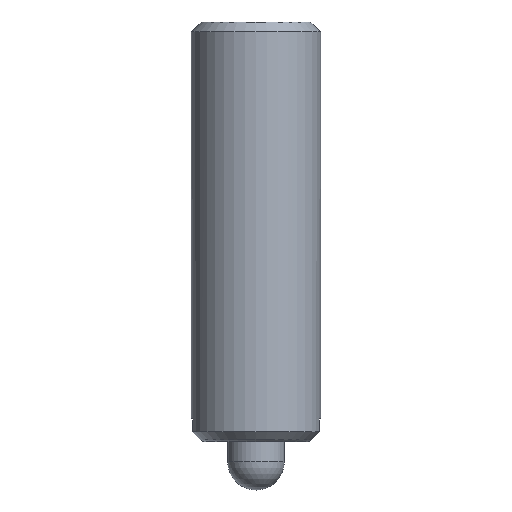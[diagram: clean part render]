
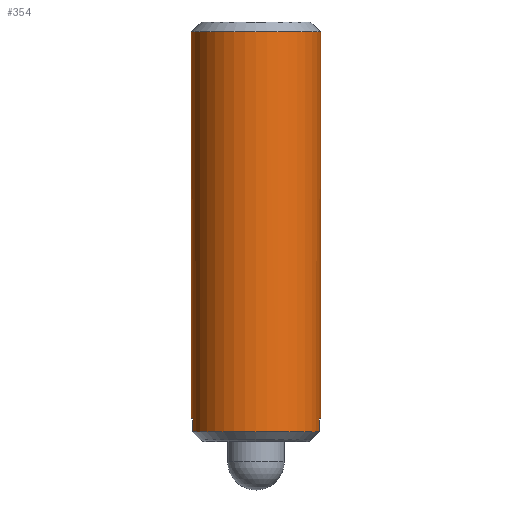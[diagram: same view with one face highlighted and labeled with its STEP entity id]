
A CAD part, front view. The second image highlights one B-rep face of the part: STEP entity #354.
In plain terms, the highlighted cylindrical face has radius 4 mm (diameter 8 mm), a partial arc.
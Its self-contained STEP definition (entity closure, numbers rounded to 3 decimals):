
#230=EDGE_CURVE('',#364,#236,#629,.T.);
#236=VERTEX_POINT('',#637);
#348=VERTEX_POINT('',#759);
#354=ADVANCED_FACE('',(#766),#767,.T.);
#360=VERTEX_POINT('',#774);
#362=EDGE_CURVE('',#360,#348,#776,.T.);
#364=VERTEX_POINT('',#778);
#390=EDGE_CURVE('',#418,#348,#805,.T.);
#398=EDGE_CURVE('',#450,#418,#813,.T.);
#418=VERTEX_POINT('',#834);
#436=EDGE_CURVE('',#544,#466,#852,.T.);
#450=VERTEX_POINT('',#866);
#466=VERTEX_POINT('',#884);
#480=EDGE_CURVE('',#364,#544,#898,.T.);
#544=VERTEX_POINT('',#976);
#562=EDGE_CURVE('',#236,#360,#996,.T.);
#576=EDGE_CURVE('',#466,#450,#1011,.T.);
#629=LINE('',#1062,#1063);
#637=CARTESIAN_POINT('',(-4.,0.,28.4));
#759=CARTESIAN_POINT('',(4.,0.,4.4));
#766=FACE_OUTER_BOUND('',#1285,.T.);
#767=CYLINDRICAL_SURFACE('',#1286,4.);
#774=CARTESIAN_POINT('',(4.,0.,28.4));
#776=LINE('',#1298,#1299);
#778=CARTESIAN_POINT('',(-4.,0.,4.4));
#805=CIRCLE('',#1350,4.);
#813=LINE('',#1371,#1372);
#834=CARTESIAN_POINT('',(3.929,-0.75,4.4));
#852=LINE('',#1448,#1449);
#866=CARTESIAN_POINT('',(3.929,-0.75,3.6));
#884=CARTESIAN_POINT('',(-3.929,-0.75,3.6));
#898=CIRCLE('',#1523,4.);
#976=CARTESIAN_POINT('',(-3.929,-0.75,4.4));
#996=CIRCLE('',#1665,4.);
#1011=CIRCLE('',#1694,4.);
#1062=CARTESIAN_POINT('',(-4.,0.,16.));
#1063=VECTOR('',#1743,1.0);
#1285=EDGE_LOOP('',(#1902,#1903,#1904,#1905,#1906,#1907,#1908,#1909));
#1286=AXIS2_PLACEMENT_3D('',#1910,#1911,#1912);
#1298=CARTESIAN_POINT('',(4.,0.,16.));
#1299=VECTOR('',#1922,1.0);
#1350=AXIS2_PLACEMENT_3D('',#1944,#1945,#1946);
#1371=CARTESIAN_POINT('',(3.929,-0.75,16.));
#1372=VECTOR('',#1948,1.0);
#1448=CARTESIAN_POINT('',(-3.929,-0.75,16.));
#1449=VECTOR('',#1965,1.0);
#1523=AXIS2_PLACEMENT_3D('',#1999,#2000,#2001);
#1665=AXIS2_PLACEMENT_3D('',#2145,#2146,#2147);
#1694=AXIS2_PLACEMENT_3D('',#2160,#2161,#2162);
#1743=DIRECTION('',(0.,0.,1.0));
#1902=ORIENTED_EDGE('',*,*,#230,.F.);
#1903=ORIENTED_EDGE('',*,*,#480,.T.);
#1904=ORIENTED_EDGE('',*,*,#436,.T.);
#1905=ORIENTED_EDGE('',*,*,#576,.T.);
#1906=ORIENTED_EDGE('',*,*,#398,.T.);
#1907=ORIENTED_EDGE('',*,*,#390,.T.);
#1908=ORIENTED_EDGE('',*,*,#362,.F.);
#1909=ORIENTED_EDGE('',*,*,#562,.F.);
#1910=CARTESIAN_POINT('',(0.,0.,16.));
#1911=DIRECTION('',(0.,0.,-1.0));
#1912=DIRECTION('',(-1.0,0.,0.));
#1922=DIRECTION('',(0.,0.,-1.0));
#1944=CARTESIAN_POINT('',(0.,0.,4.4));
#1945=DIRECTION('',(0.,0.,1.0));
#1946=DIRECTION('',(-1.0,0.,0.));
#1948=DIRECTION('',(0.,0.,1.0));
#1965=DIRECTION('',(0.,0.,-1.0));
#1999=CARTESIAN_POINT('',(0.,0.,4.4));
#2000=DIRECTION('',(0.,0.,1.0));
#2001=DIRECTION('',(-1.0,0.,0.));
#2145=CARTESIAN_POINT('',(0.,0.,28.4));
#2146=DIRECTION('',(0.,0.,1.0));
#2147=DIRECTION('',(-1.0,0.,0.));
#2160=CARTESIAN_POINT('',(0.,0.,3.6));
#2161=DIRECTION('',(0.,0.,1.0));
#2162=DIRECTION('',(-1.0,0.,0.));
